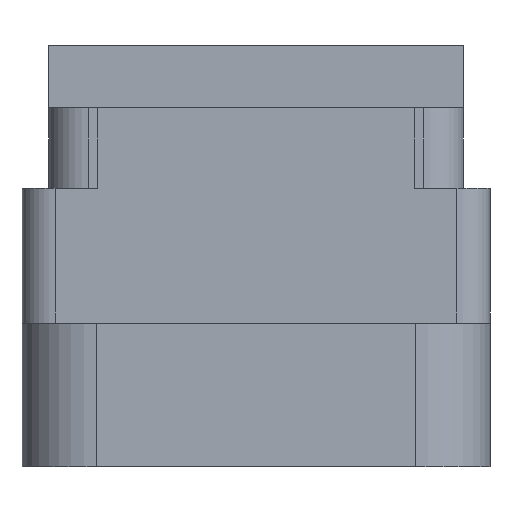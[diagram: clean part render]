
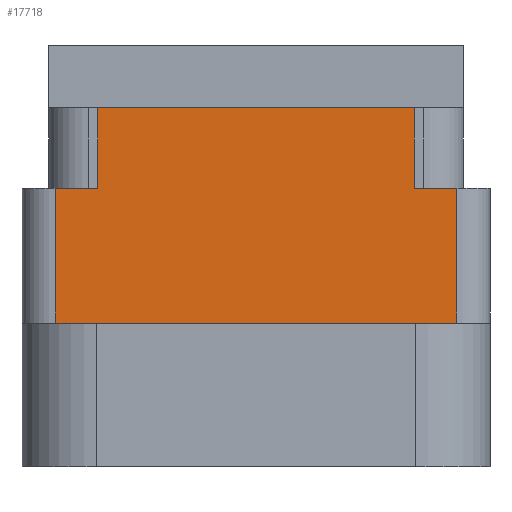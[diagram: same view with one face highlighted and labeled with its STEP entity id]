
A CAD part, left-side view. The second image highlights one B-rep face of the part: STEP entity #17718.
In plain terms, the highlighted planar face has unit normal (-1, 0, 0).
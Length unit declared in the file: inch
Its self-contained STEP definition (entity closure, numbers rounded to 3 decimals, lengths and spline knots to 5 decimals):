
#752 = EDGE_LOOP ( 'NONE', ( #9055, #27527, #18471, #29826, #22024, #20604, #15536, #2588 ) ) ;
#1198 = FACE_OUTER_BOUND ( 'NONE', #752, .T. ) ;
#1648 = VECTOR ( 'NONE', #2724, 39.37008 ) ;
#2373 = VERTEX_POINT ( 'NONE', #21428 ) ;
#2389 = CARTESIAN_POINT ( 'NONE',  ( -1., 0., -0.268 ) ) ;
#2404 = VERTEX_POINT ( 'NONE', #27384 ) ;
#2588 = ORIENTED_EDGE ( 'NONE', *, *, #10577, .F. ) ;
#2724 = DIRECTION ( 'NONE',  ( 0., -1., 0. ) ) ;
#3689 = VECTOR ( 'NONE', #23311, 39.37008 ) ;
#3926 = CARTESIAN_POINT ( 'NONE',  ( -1., -0.376, -0.789 ) ) ;
#4578 = CARTESIAN_POINT ( 'NONE',  ( -1., 0., -0.52 ) ) ;
#5329 = VECTOR ( 'NONE', #10198, 39.37008 ) ;
#5440 = EDGE_CURVE ( 'NONE', #2373, #2404, #15123, .T. ) ;
#6100 = CARTESIAN_POINT ( 'NONE',  ( -1., 0.296, -0.268 ) ) ;
#6525 = LINE ( 'NONE', #3926, #30581 ) ;
#7593 = CARTESIAN_POINT ( 'NONE',  ( -1., -0.296, -0.268 ) ) ;
#7785 = LINE ( 'NONE', #25834, #3689 ) ;
#9055 = ORIENTED_EDGE ( 'NONE', *, *, #16464, .F. ) ;
#9366 = CARTESIAN_POINT ( 'NONE',  ( -1., 0.438, -0.117 ) ) ;
#9418 = DIRECTION ( 'NONE',  ( 0., 0., 1. ) ) ;
#9530 = CARTESIAN_POINT ( 'NONE',  ( -1., -0.438, -0.789 ) ) ;
#9594 = CARTESIAN_POINT ( 'NONE',  ( -1., 0.296, -0.117 ) ) ;
#10182 = VERTEX_POINT ( 'NONE', #30878 ) ;
#10198 = DIRECTION ( 'NONE',  ( 0., 0., 1. ) ) ;
#10577 = EDGE_CURVE ( 'NONE', #20020, #15791, #26994, .T. ) ;
#11103 = VECTOR ( 'NONE', #29244, 39.37008 ) ;
#11443 = EDGE_CURVE ( 'NONE', #2373, #23414, #30213, .T. ) ;
#12045 = PLANE ( 'NONE',  #30880 ) ;
#12296 = DIRECTION ( 'NONE',  ( 0., -1., 0. ) ) ;
#12556 = EDGE_CURVE ( 'NONE', #32756, #23414, #6525, .T. ) ;
#14881 = EDGE_CURVE ( 'NONE', #15791, #2404, #17766, .T. ) ;
#15123 = LINE ( 'NONE', #7593, #5329 ) ;
#15536 = ORIENTED_EDGE ( 'NONE', *, *, #14881, .F. ) ;
#15705 = VECTOR ( 'NONE', #32983, 39.37008 ) ;
#15791 = VERTEX_POINT ( 'NONE', #9594 ) ;
#16464 = EDGE_CURVE ( 'NONE', #31201, #20020, #19749, .T. ) ;
#17718 = ADVANCED_FACE ( 'NONE', ( #1198 ), #12045, .T. ) ;
#17766 = LINE ( 'NONE', #9366, #15705 ) ;
#18471 = ORIENTED_EDGE ( 'NONE', *, *, #18943, .T. ) ;
#18943 = EDGE_CURVE ( 'NONE', #10182, #32756, #32986, .T. ) ;
#19529 = VECTOR ( 'NONE', #12296, 39.37008 ) ;
#19749 = LINE ( 'NONE', #27796, #31961 ) ;
#20020 = VERTEX_POINT ( 'NONE', #23247 ) ;
#20604 = ORIENTED_EDGE ( 'NONE', *, *, #5440, .T. ) ;
#21428 = CARTESIAN_POINT ( 'NONE',  ( -1., -0.296, -0.268 ) ) ;
#22024 = ORIENTED_EDGE ( 'NONE', *, *, #11443, .F. ) ;
#23247 = CARTESIAN_POINT ( 'NONE',  ( -1., 0.296, -0.268 ) ) ;
#23311 = DIRECTION ( 'NONE',  ( 0., 0., -1. ) ) ;
#23409 = EDGE_CURVE ( 'NONE', #31201, #10182, #7785, .T. ) ;
#23414 = VERTEX_POINT ( 'NONE', #23416 ) ;
#23416 = CARTESIAN_POINT ( 'NONE',  ( -1., -0.376, -0.268 ) ) ;
#25214 = DIRECTION ( 'NONE',  ( 0., -1., 0. ) ) ;
#25834 = CARTESIAN_POINT ( 'NONE',  ( -1., 0.376, -0.789 ) ) ;
#26994 = LINE ( 'NONE', #6100, #11103 ) ;
#27383 = DIRECTION ( 'NONE',  ( 0., 0., 1. ) ) ;
#27384 = CARTESIAN_POINT ( 'NONE',  ( -1., -0.296, -0.117 ) ) ;
#27527 = ORIENTED_EDGE ( 'NONE', *, *, #23409, .T. ) ;
#27770 = DIRECTION ( 'NONE',  ( -1., 0., 0. ) ) ;
#27796 = CARTESIAN_POINT ( 'NONE',  ( -1., 0., -0.268 ) ) ;
#28468 = CARTESIAN_POINT ( 'NONE',  ( -1., 0.376, -0.268 ) ) ;
#29244 = DIRECTION ( 'NONE',  ( 0., 0., 1. ) ) ;
#29826 = ORIENTED_EDGE ( 'NONE', *, *, #12556, .T. ) ;
#30213 = LINE ( 'NONE', #2389, #1648 ) ;
#30581 = VECTOR ( 'NONE', #27383, 39.37008 ) ;
#30878 = CARTESIAN_POINT ( 'NONE',  ( -1., 0.376, -0.52 ) ) ;
#30880 = AXIS2_PLACEMENT_3D ( 'NONE', #9530, #27770, #9418 ) ;
#31201 = VERTEX_POINT ( 'NONE', #28468 ) ;
#31961 = VECTOR ( 'NONE', #25214, 39.37008 ) ;
#32739 = CARTESIAN_POINT ( 'NONE',  ( -1., -0.376, -0.52 ) ) ;
#32756 = VERTEX_POINT ( 'NONE', #32739 ) ;
#32983 = DIRECTION ( 'NONE',  ( 0., -1., 0. ) ) ;
#32986 = LINE ( 'NONE', #4578, #19529 ) ;
